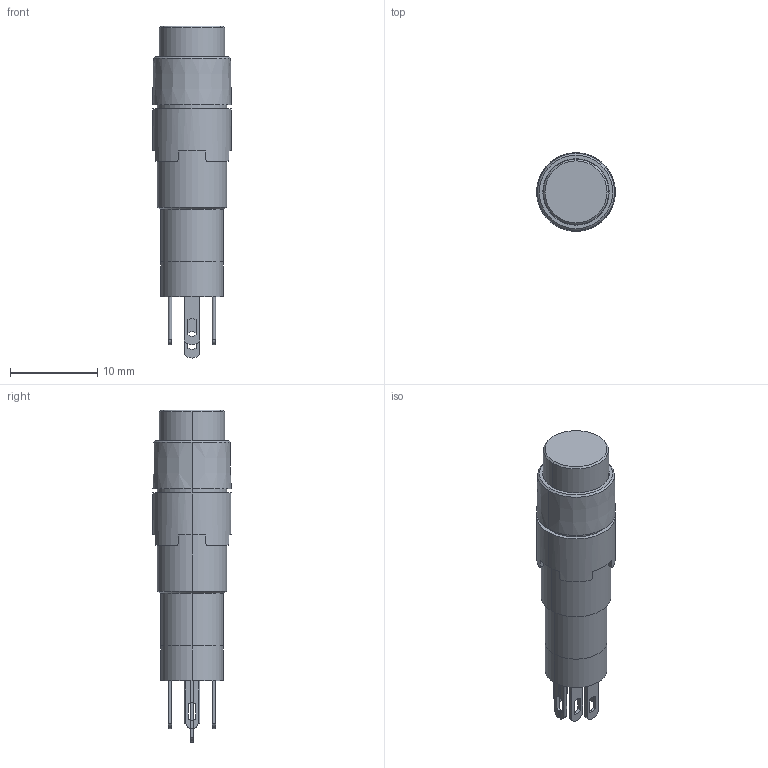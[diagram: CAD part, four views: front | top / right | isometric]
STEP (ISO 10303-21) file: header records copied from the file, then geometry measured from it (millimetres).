
FILE_DESCRIPTION (( 'STEP AP214' ), '1' );
FILE_NAME ('01_AL8M-[M][A]11$.STEP', '2020-10-23T08:16:52', ( 'IDEC' ), ( 'IDEC' ), 'SwSTEP 2.0', 'SolidWorks 2019', '' );
FILE_SCHEMA (( 'AUTOMOTIVE_DESIGN' ));
Length unit declared in the file: millimetre
Products named in the file (4): A8-ILL-BASE; A8-LOCK-NUT; A8-BODY-M; 01_AL8M-[M][A]11$
Assembly tree (3 placements, depth 2):
  01_AL8M-[M][A]11$
    A8-BODY-M
    A8-ILL-BASE
    A8-LOCK-NUT
Bounding box: 9 x 9 x 38 mm (x, y, z)
Volume: 1573.3 mm3; surface area: 1453.2 mm2
Topology: 3 solids, 3 shells, 126 faces, 337 edges, 222 vertices
Faces by surface type: plane 68, cylinder 50, cone 8
Entity records: 4183 total; most frequent: CARTESIAN_POINT 771, DIRECTION 705, ORIENTED_EDGE 674, EDGE_CURVE 337, AXIS2_PLACEMENT_3D 252, VERTEX_POINT 222, VECTOR 201, LINE 201
